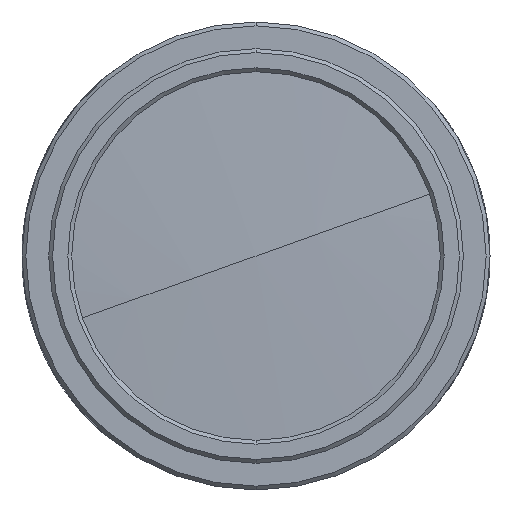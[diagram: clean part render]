
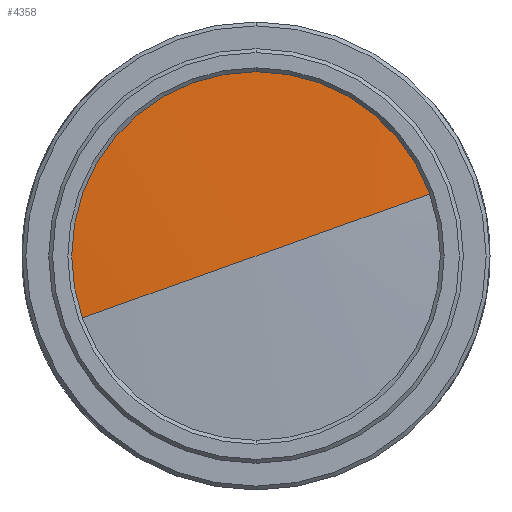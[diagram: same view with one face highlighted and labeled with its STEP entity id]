
A CAD part, left-side view. The second image highlights one B-rep face of the part: STEP entity #4358.
In plain terms, the highlighted spherical face has radius 230.7 mm.
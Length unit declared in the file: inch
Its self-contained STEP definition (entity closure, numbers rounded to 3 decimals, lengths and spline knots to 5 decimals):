
#170 = CARTESIAN_POINT ( 'NONE',  ( -0.22348, 0., 0. ) ) ;
#514 = CARTESIAN_POINT ( 'NONE',  ( -0.21001, -0.46576, 0.16593 ) ) ;
#1061 = CARTESIAN_POINT ( 'NONE',  ( 8.8592, 0., 0. ) ) ;
#1189 = EDGE_CURVE ( 'NONE', #15603, #9331, #11744, .T. ) ;
#1282 = DIRECTION ( 'NONE',  ( 0., -0.336, -0.942 ) ) ;
#1452 = CARTESIAN_POINT ( 'NONE',  ( 8.8592, 0., 0. ) ) ;
#2319 = EDGE_LOOP ( 'NONE', ( #11216, #9991, #8904, #4708 ) ) ;
#2560 = DIRECTION ( 'NONE',  ( 0., 0.336, 0.942 ) ) ;
#2784 = AXIS2_PLACEMENT_3D ( 'NONE', #1061, #2560, #13149 ) ;
#2931 = DIRECTION ( 'NONE',  ( 0., -0.942, 0.336 ) ) ;
#3033 = AXIS2_PLACEMENT_3D ( 'NONE', #1452, #12011, #2931 ) ;
#3263 = SPHERICAL_SURFACE ( 'NONE', #2784, 9.08268 ) ;
#3728 = VERTEX_POINT ( 'NONE', #514 ) ;
#4346 = VERTEX_POINT ( 'NONE', #14500 ) ;
#4358 = ADVANCED_FACE ( 'NONE', ( #14421 ), #3263, .T. ) ;
#4708 = ORIENTED_EDGE ( 'NONE', *, *, #16489, .F. ) ;
#5970 = AXIS2_PLACEMENT_3D ( 'NONE', #19395, #10337, #1282 ) ;
#8359 = CARTESIAN_POINT ( 'NONE',  ( -0.21001, 0., 0. ) ) ;
#8904 = ORIENTED_EDGE ( 'NONE', *, *, #15305, .F. ) ;
#9331 = VERTEX_POINT ( 'NONE', #15408 ) ;
#9421 = CIRCLE ( 'NONE', #5970, 0.49443 ) ;
#9880 = DIRECTION ( 'NONE',  ( 0., -0.336, -0.942 ) ) ;
#9991 = ORIENTED_EDGE ( 'NONE', *, *, #12597, .T. ) ;
#10337 = DIRECTION ( 'NONE',  ( 1., 0., 0. ) ) ;
#10692 = AXIS2_PLACEMENT_3D ( 'NONE', #8359, #18934, #9880 ) ;
#10742 = DIRECTION ( 'NONE',  ( 0., 0.942, -0.336 ) ) ;
#10764 = DIRECTION ( 'NONE',  ( 0., -0.336, -0.942 ) ) ;
#10780 = CARTESIAN_POINT ( 'NONE',  ( 8.8592, 0., 0. ) ) ;
#11216 = ORIENTED_EDGE ( 'NONE', *, *, #1189, .F. ) ;
#11744 = CIRCLE ( 'NONE', #16889, 9.08268 ) ;
#12011 = DIRECTION ( 'NONE',  ( 0., 0.336, 0.942 ) ) ;
#12597 = EDGE_CURVE ( 'NONE', #15603, #3728, #15155, .T. ) ;
#13149 = DIRECTION ( 'NONE',  ( 0., 0.942, -0.336 ) ) ;
#14421 = FACE_OUTER_BOUND ( 'NONE', #2319, .T. ) ;
#14500 = CARTESIAN_POINT ( 'NONE',  ( -0.21001, 0.16593, 0.46576 ) ) ;
#15155 = CIRCLE ( 'NONE', #3033, 9.08268 ) ;
#15305 = EDGE_CURVE ( 'NONE', #4346, #3728, #9421, .T. ) ;
#15408 = CARTESIAN_POINT ( 'NONE',  ( -0.21001, 0.46576, -0.16593 ) ) ;
#15603 = VERTEX_POINT ( 'NONE', #170 ) ;
#15808 = CIRCLE ( 'NONE', #10692, 0.49443 ) ;
#16489 = EDGE_CURVE ( 'NONE', #9331, #4346, #15808, .T. ) ;
#16889 = AXIS2_PLACEMENT_3D ( 'NONE', #10780, #10764, #10742 ) ;
#18934 = DIRECTION ( 'NONE',  ( 1., 0., 0. ) ) ;
#19395 = CARTESIAN_POINT ( 'NONE',  ( -0.21001, 0., 0. ) ) ;
